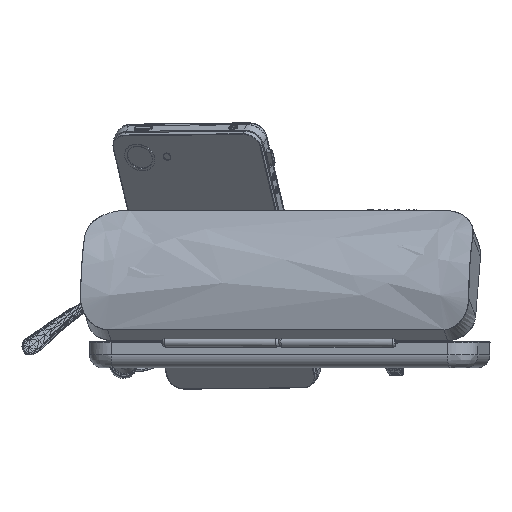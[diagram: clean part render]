
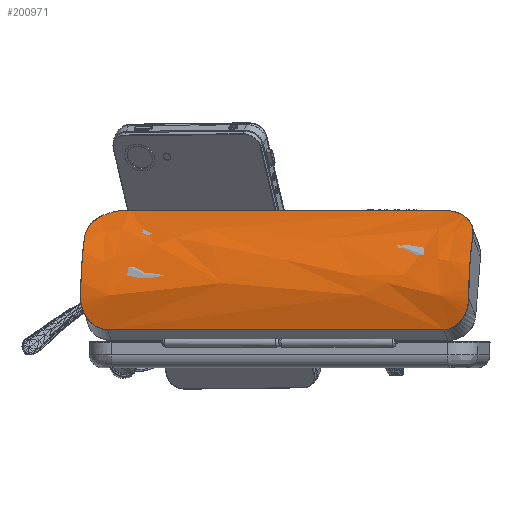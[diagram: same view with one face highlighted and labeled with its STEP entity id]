
A CAD part, left-side view. The second image highlights one B-rep face of the part: STEP entity #200971.
In plain terms, the highlighted free-form (B-spline) face has degree [1, 2] with [2, 3] control points.
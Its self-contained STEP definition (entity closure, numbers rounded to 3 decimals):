
#200540 = VERTEX_POINT('',#200541);
#200541 = CARTESIAN_POINT('',(-110.663,117.751,
    42.539));
#200562 = VERTEX_POINT('',#200563);
#200563 = CARTESIAN_POINT('',(-110.545,107.72,
    30.688));
#200574 = EDGE_CURVE('',#200562,#200540,#200575,.T.);
#200575 = B_SPLINE_CURVE_WITH_KNOTS('',3,(#200576,#200577,#200578,
    #200579,#200580,#200581,#200582),.UNSPECIFIED.,.F.,.F.,(4,1,1,1,4),(
    4.927,5.171,5.659,6.146,
    6.634),.UNSPECIFIED.);
#200576 = CARTESIAN_POINT('',(-110.545,107.72,
    30.688));
#200577 = CARTESIAN_POINT('',(-110.407,108.521,
    30.697));
#200578 = CARTESIAN_POINT('',(-110.128,110.951,
    31.131));
#200579 = CARTESIAN_POINT('',(-110.256,114.392,
    33.507));
#200580 = CARTESIAN_POINT('',(-110.596,117.063,
    37.667));
#200581 = CARTESIAN_POINT('',(-110.677,117.753,
    40.911));
#200582 = CARTESIAN_POINT('',(-110.663,117.751,
    42.539));
#200624 = VERTEX_POINT('',#200625);
#200625 = CARTESIAN_POINT('',(-102.002,116.224,
    66.068));
#200638 = EDGE_CURVE('',#200540,#200624,#200639,.T.);
#200639 = ( BOUNDED_CURVE() B_SPLINE_CURVE(2,(#200640,#200641,#200642),
.UNSPECIFIED.,.F.,.F.) B_SPLINE_CURVE_WITH_KNOTS((3,3),(-0.349,
0.349),.PIECEWISE_BEZIER_KNOTS.) CURVE() 
GEOMETRIC_REPRESENTATION_ITEM() RATIONAL_B_SPLINE_CURVE((1.,
0.94,1.)) REPRESENTATION_ITEM('') );
#200640 = CARTESIAN_POINT('',(-110.663,117.751,
    42.539));
#200641 = CARTESIAN_POINT('',(-110.549,117.731,
    55.904));
#200642 = CARTESIAN_POINT('',(-102.002,116.224,
    66.068));
#200658 = VERTEX_POINT('',#200659);
#200659 = CARTESIAN_POINT('',(-90.976,99.109,
    76.13));
#200667 = EDGE_CURVE('',#200624,#200658,#200668,.T.);
#200668 = B_SPLINE_CURVE_WITH_KNOTS('',3,(#200669,#200670,#200671,
    #200672,#200673,#200674,#200675,#200676),.UNSPECIFIED.,.F.,.F.,(4,1,
    1,1,1,4),(0.,0.358,1.073,1.789,
    2.146,2.504),.UNSPECIFIED.);
#200669 = CARTESIAN_POINT('',(-102.002,116.224,
    66.068));
#200670 = CARTESIAN_POINT('',(-101.238,116.089,
    66.976));
#200671 = CARTESIAN_POINT('',(-98.881,115.264,
    69.59));
#200672 = CARTESIAN_POINT('',(-94.979,112.107,
    73.03));
#200673 = CARTESIAN_POINT('',(-91.902,107.281,
    75.108));
#200674 = CARTESIAN_POINT('',(-90.717,102.693,
    75.981));
#200675 = CARTESIAN_POINT('',(-90.769,100.283,
    76.13));
#200676 = CARTESIAN_POINT('',(-90.976,99.109,
    76.13));
#200723 = VERTEX_POINT('',#200724);
#200724 = CARTESIAN_POINT('',(-111.814,-19.068,
    76.13));
#200732 = EDGE_CURVE('',#200658,#200723,#200733,.T.);
#200733 = B_SPLINE_CURVE_WITH_KNOTS('',1,(#200734,#200735),
  .UNSPECIFIED.,.F.,.F.,(2,2),(-13.5,-1.5),.PIECEWISE_BEZIER_KNOTS.);
#200734 = CARTESIAN_POINT('',(-90.976,99.109,
    76.13));
#200735 = CARTESIAN_POINT('',(-111.814,-19.068,
    76.13));
#200748 = VERTEX_POINT('',#200749);
#200749 = CARTESIAN_POINT('',(-128.029,-31.379,
    66.068));
#200757 = EDGE_CURVE('',#200723,#200748,#200758,.T.);
#200758 = B_SPLINE_CURVE_WITH_KNOTS('',3,(#200759,#200760,#200761,
    #200762,#200763,#200764,#200765),.UNSPECIFIED.,.F.,.F.,(4,1,1,1,4),(
    0.,0.358,1.073,1.789,2.504),
  .UNSPECIFIED.);
#200759 = CARTESIAN_POINT('',(-111.814,-19.068,
    76.13));
#200760 = CARTESIAN_POINT('',(-112.021,-20.242,
    76.13));
#200761 = CARTESIAN_POINT('',(-113.2,-23.677,
    75.902));
#200762 = CARTESIAN_POINT('',(-117.192,-28.1,
    74.47));
#200763 = CARTESIAN_POINT('',(-122.908,-31.185,
    71.175));
#200764 = CARTESIAN_POINT('',(-126.501,-31.649,
    67.885));
#200765 = CARTESIAN_POINT('',(-128.029,-31.379,
    66.068));
#200807 = VERTEX_POINT('',#200808);
#200808 = CARTESIAN_POINT('',(-136.689,-29.852,
    42.539));
#200816 = EDGE_CURVE('',#200748,#200807,#200817,.T.);
#200817 = ( BOUNDED_CURVE() B_SPLINE_CURVE(2,(#200818,#200819,#200820),
.UNSPECIFIED.,.F.,.F.) B_SPLINE_CURVE_WITH_KNOTS((3,3),(-0.349,
0.349),.PIECEWISE_BEZIER_KNOTS.) CURVE() 
GEOMETRIC_REPRESENTATION_ITEM() RATIONAL_B_SPLINE_CURVE((1.,
0.94,1.)) REPRESENTATION_ITEM('') );
#200818 = CARTESIAN_POINT('',(-128.029,-31.379,
    66.068));
#200819 = CARTESIAN_POINT('',(-136.576,-29.872,
    55.904));
#200820 = CARTESIAN_POINT('',(-136.689,-29.852,
    42.539));
#200836 = VERTEX_POINT('',#200837);
#200837 = CARTESIAN_POINT('',(-133.148,-20.467,
    30.688));
#200926 = EDGE_CURVE('',#200807,#200836,#200927,.T.);
#200927 = B_SPLINE_CURVE_WITH_KNOTS('',3,(#200928,#200929,#200930,
    #200931,#200932,#200933,#200934),.UNSPECIFIED.,.F.,.F.,(4,1,1,1,4),(
    6.634,7.365,7.853,8.097,
    8.341),.UNSPECIFIED.);
#200928 = CARTESIAN_POINT('',(-136.689,-29.852,
    42.539));
#200929 = CARTESIAN_POINT('',(-136.71,-29.849,
    40.097));
#200930 = CARTESIAN_POINT('',(-136.097,-28.718,
    36.067));
#200931 = CARTESIAN_POINT('',(-134.622,-25.623,
    32.46));
#200932 = CARTESIAN_POINT('',(-133.667,-22.845,
    30.98));
#200933 = CARTESIAN_POINT('',(-133.292,-21.267,
    30.697));
#200934 = CARTESIAN_POINT('',(-133.148,-20.467,
    30.688));
#200971 = ADVANCED_FACE('',(#200972),#200986,.T.);
#200972 = FACE_BOUND('',#200973,.T.);
#200973 = EDGE_LOOP('',(#200974,#200975,#200976,#200977,#200978,#200979,
    #200980,#200981));
#200974 = ORIENTED_EDGE('',*,*,#200926,.F.);
#200975 = ORIENTED_EDGE('',*,*,#200816,.F.);
#200976 = ORIENTED_EDGE('',*,*,#200757,.F.);
#200977 = ORIENTED_EDGE('',*,*,#200732,.F.);
#200978 = ORIENTED_EDGE('',*,*,#200667,.F.);
#200979 = ORIENTED_EDGE('',*,*,#200638,.F.);
#200980 = ORIENTED_EDGE('',*,*,#200574,.F.);
#200981 = ORIENTED_EDGE('',*,*,#200982,.F.);
#200982 = EDGE_CURVE('',#200836,#200562,#200983,.T.);
#200983 = B_SPLINE_CURVE_WITH_KNOTS('',1,(#200984,#200985),
  .UNSPECIFIED.,.F.,.F.,(2,2),(0.992,14.008),
  .PIECEWISE_BEZIER_KNOTS.);
#200984 = CARTESIAN_POINT('',(-133.148,-20.467,
    30.688));
#200985 = CARTESIAN_POINT('',(-110.545,107.72,
    30.688));
#200986 = ( BOUNDED_SURFACE() B_SPLINE_SURFACE(1,2,(
    (#200987,#200988,#200989)
    ,(#200990,#200991,#200992
)),.UNSPECIFIED.,.F.,.F.,.F.) B_SPLINE_SURFACE_WITH_KNOTS((2,2),(3,3),(
    0.002,4.083),(-1.512,
    -0.015),.PIECEWISE_BEZIER_KNOTS.) 
GEOMETRIC_REPRESENTATION_ITEM() RATIONAL_B_SPLINE_SURFACE((
    (1.,0.733,1.)
,(1.,0.733,1.))) REPRESENTATION_ITEM('') SURFACE() );
#200987 = CARTESIAN_POINT('',(-108.834,117.428,
    30.688));
#200988 = CARTESIAN_POINT('',(-119.378,119.287,
    63.047));
#200989 = CARTESIAN_POINT('',(-88.382,113.822,
    76.13));
#200990 = CARTESIAN_POINT('',(-134.86,-30.175,
    30.688));
#200991 = CARTESIAN_POINT('',(-145.405,-28.315,
    63.047));
#200992 = CARTESIAN_POINT('',(-114.408,-33.781,
    76.13));
